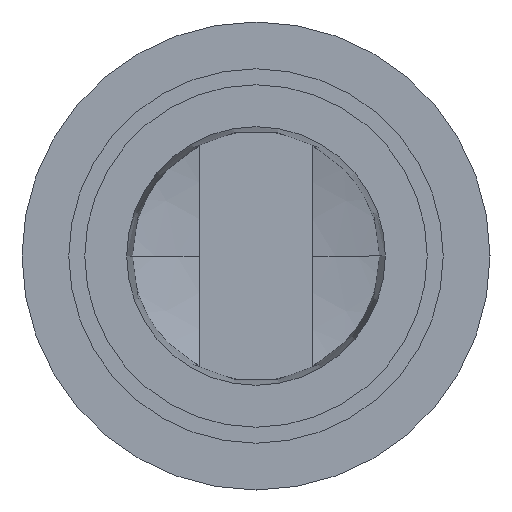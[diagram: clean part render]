
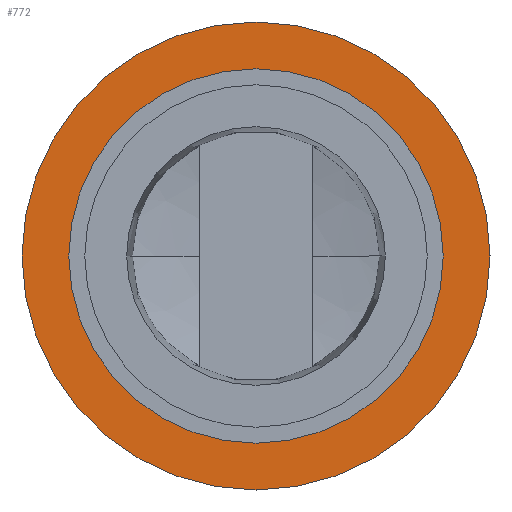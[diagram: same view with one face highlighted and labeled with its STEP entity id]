
A CAD part, front view. The second image highlights one B-rep face of the part: STEP entity #772.
In plain terms, the highlighted planar face has unit normal (0, -1, 0).
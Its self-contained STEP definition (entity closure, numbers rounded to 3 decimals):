
#30 = EDGE_LOOP ( 'NONE', ( #492, #713 ) ) ;
#70 = EDGE_CURVE ( 'NONE', #678, #763, #247, .T. ) ;
#72 = FACE_OUTER_BOUND ( 'NONE', #30, .T. ) ;
#77 = CARTESIAN_POINT ( 'NONE',  ( 0., 0.5, 0. ) ) ;
#91 = DIRECTION ( 'NONE',  ( 1., 0., 0. ) ) ;
#98 = CARTESIAN_POINT ( 'NONE',  ( 6.95, 0.5, 0. ) ) ;
#105 = CARTESIAN_POINT ( 'NONE',  ( 0., 0.5, 0. ) ) ;
#109 = ORIENTED_EDGE ( 'NONE', *, *, #70, .T. ) ;
#143 = DIRECTION ( 'NONE',  ( 0., 1., 0. ) ) ;
#146 = DIRECTION ( 'NONE',  ( -1., 0., 0. ) ) ;
#179 = DIRECTION ( 'NONE',  ( 0., 1., 0. ) ) ;
#187 = AXIS2_PLACEMENT_3D ( 'NONE', #664, #143, #340 ) ;
#203 = CARTESIAN_POINT ( 'NONE',  ( 0., 0.5, 0. ) ) ;
#243 = DIRECTION ( 'NONE',  ( -1., 0., 0. ) ) ;
#247 = CIRCLE ( 'NONE', #672, 6.95 ) ;
#332 = DIRECTION ( 'NONE',  ( 0., 1., 0. ) ) ;
#340 = DIRECTION ( 'NONE',  ( -1., 0., 0. ) ) ;
#345 = CIRCLE ( 'NONE', #431, 6.95 ) ;
#392 = DIRECTION ( 'NONE',  ( -1., 0., 0. ) ) ;
#396 = EDGE_CURVE ( 'NONE', #516, #807, #563, .T. ) ;
#424 = FACE_BOUND ( 'NONE', #679, .T. ) ;
#428 = CARTESIAN_POINT ( 'NONE',  ( -6.95, 0.5, 0. ) ) ;
#431 = AXIS2_PLACEMENT_3D ( 'NONE', #77, #539, #146 ) ;
#458 = EDGE_CURVE ( 'NONE', #763, #678, #345, .T. ) ;
#492 = ORIENTED_EDGE ( 'NONE', *, *, #396, .F. ) ;
#516 = VERTEX_POINT ( 'NONE', #619 ) ;
#519 = CIRCLE ( 'NONE', #708, 9.5 ) ;
#539 = DIRECTION ( 'NONE',  ( 0., 1., 0. ) ) ;
#563 = CIRCLE ( 'NONE', #187, 9.5 ) ;
#566 = DIRECTION ( 'NONE',  ( 0., -1., 0. ) ) ;
#619 = CARTESIAN_POINT ( 'NONE',  ( -9.5, 0.5, 0. ) ) ;
#627 = CARTESIAN_POINT ( 'NONE',  ( 9.5, 0.5, 0. ) ) ;
#632 = PLANE ( 'NONE',  #705 ) ;
#664 = CARTESIAN_POINT ( 'NONE',  ( 0., 0.5, 0. ) ) ;
#672 = AXIS2_PLACEMENT_3D ( 'NONE', #203, #332, #392 ) ;
#678 = VERTEX_POINT ( 'NONE', #428 ) ;
#679 = EDGE_LOOP ( 'NONE', ( #109, #749 ) ) ;
#686 = CARTESIAN_POINT ( 'NONE',  ( -6.95, 0.5, 0. ) ) ;
#705 = AXIS2_PLACEMENT_3D ( 'NONE', #686, #566, #91 ) ;
#708 = AXIS2_PLACEMENT_3D ( 'NONE', #105, #179, #243 ) ;
#713 = ORIENTED_EDGE ( 'NONE', *, *, #846, .F. ) ;
#749 = ORIENTED_EDGE ( 'NONE', *, *, #458, .T. ) ;
#763 = VERTEX_POINT ( 'NONE', #98 ) ;
#772 = ADVANCED_FACE ( 'NONE', ( #424, #72 ), #632, .T. ) ;
#807 = VERTEX_POINT ( 'NONE', #627 ) ;
#846 = EDGE_CURVE ( 'NONE', #807, #516, #519, .T. ) ;
